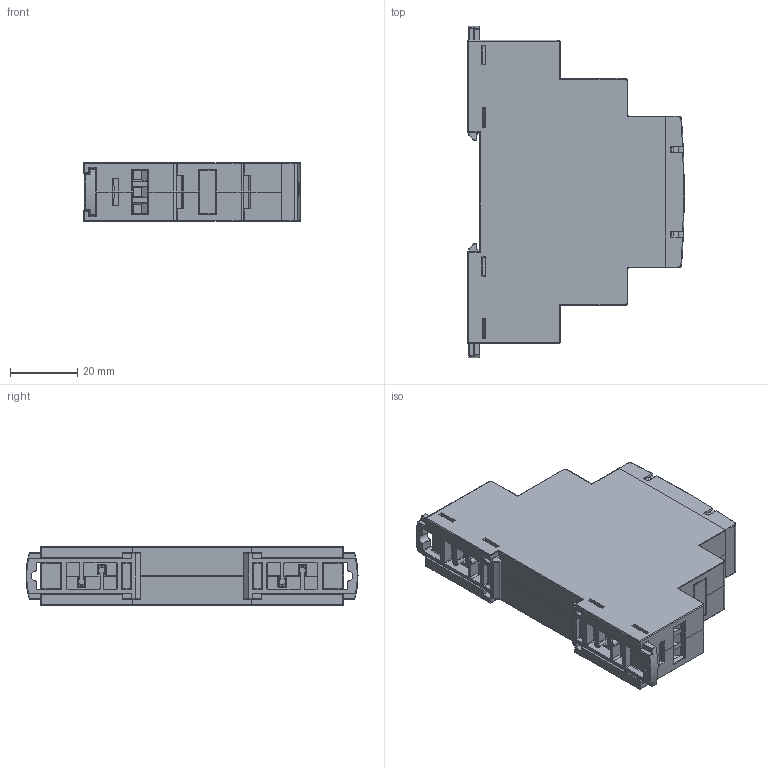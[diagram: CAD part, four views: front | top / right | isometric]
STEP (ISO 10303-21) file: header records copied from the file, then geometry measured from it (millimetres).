
FILE_DESCRIPTION (( 'STEP AP214' ), '1' );
FILE_NAME ('RPC-1E-UNI.STEP', '2017-07-07T10:48:51', ( '' ), ( '' ), 'SwSTEP 2.0', 'SolidWorks 2017', '' );
FILE_SCHEMA (( 'AUTOMOTIVE_DESIGN' ));
Length unit declared in the file: millimetre
Products named in the file (1): RPC-1E-UNI
Bounding box: 64.22 x 98.6 x 17.5 mm (x, y, z)
Volume: 23786.6 mm3; surface area: 38588 mm2
Topology: 11 solids, 12 shells, 2044 faces, 5383 edges, 3449 vertices
Faces by surface type: plane 1184, cylinder 484, bspline 208, torus 75, cone 49, sphere 44
Entity records: 95122 total; most frequent: CARTESIAN_POINT 23973, ORIENTED_EDGE 10726, DIRECTION 9118, EDGE_CURVE 5363, LINE 3654, VECTOR 3654, VERTEX_POINT 3449, AXIS2_PLACEMENT_3D 2732
